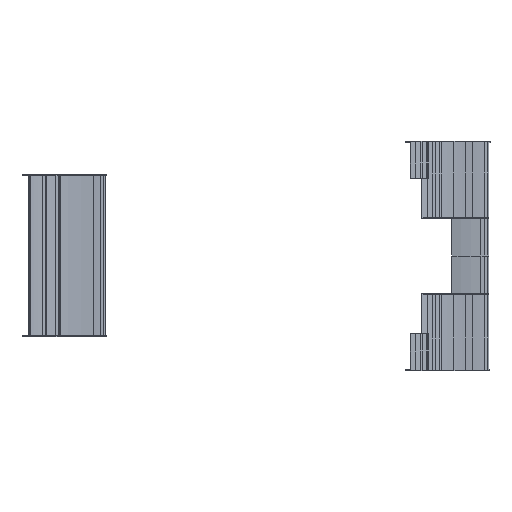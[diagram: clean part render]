
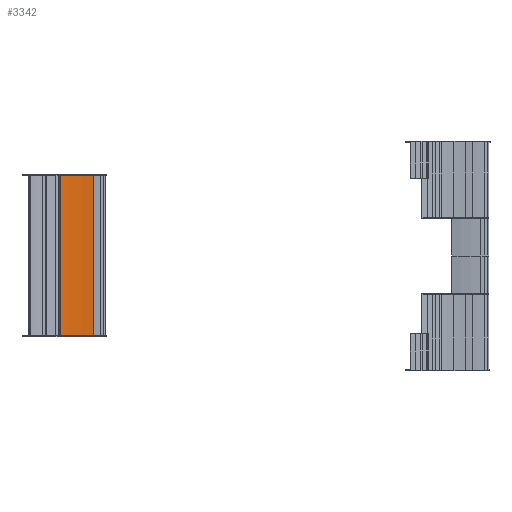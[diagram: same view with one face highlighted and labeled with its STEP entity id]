
A CAD part, top view. The second image highlights one B-rep face of the part: STEP entity #3342.
In plain terms, the highlighted cylindrical face has radius 1000 mm (diameter 2000 mm), a partial arc.
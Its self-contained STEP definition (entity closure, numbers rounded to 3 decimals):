
#421=FACE_OUTER_BOUND('',#617,.T.);
#617=EDGE_LOOP('',(#2941,#2942,#2943,#2944));
#836=LINE('',#6606,#1052);
#837=LINE('',#6610,#1053);
#1052=VECTOR('',#5126,10.);
#1053=VECTOR('',#5131,10.);
#1269=CIRCLE('',#4051,1000.);
#1279=CIRCLE('',#4063,1000.);
#1586=VERTEX_POINT('',#6584);
#1587=VERTEX_POINT('',#6586);
#1595=VERTEX_POINT('',#6604);
#1596=VERTEX_POINT('',#6608);
#2041=EDGE_CURVE('',#1586,#1587,#1269,.T.);
#2051=EDGE_CURVE('',#1595,#1586,#836,.T.);
#2052=EDGE_CURVE('',#1596,#1595,#1279,.T.);
#2053=EDGE_CURVE('',#1596,#1587,#837,.T.);
#2941=ORIENTED_EDGE('',*,*,#2041,.F.);
#2942=ORIENTED_EDGE('',*,*,#2051,.F.);
#2943=ORIENTED_EDGE('',*,*,#2052,.F.);
#2944=ORIENTED_EDGE('',*,*,#2053,.T.);
#3155=CYLINDRICAL_SURFACE('',#4062,1000.);
#3342=ADVANCED_FACE('',(#421),#3155,.F.);
#4051=AXIS2_PLACEMENT_3D('',#6587,#5104,#5105);
#4062=AXIS2_PLACEMENT_3D('',#6607,#5127,#5128);
#4063=AXIS2_PLACEMENT_3D('',#6609,#5129,#5130);
#5104=DIRECTION('center_axis',(0.,-1.,0.));
#5105=DIRECTION('ref_axis',(-0.067,0.,0.998));
#5126=DIRECTION('',(0.,1.,0.));
#5127=DIRECTION('center_axis',(0.,1.,0.));
#5128=DIRECTION('ref_axis',(-0.067,0.,0.998));
#5129=DIRECTION('center_axis',(0.,1.,0.));
#5130=DIRECTION('ref_axis',(-0.067,0.,0.998));
#5131=DIRECTION('',(0.,1.,0.));
#6584=CARTESIAN_POINT('',(-278.36,475.,-39.7));
#6586=CARTESIAN_POINT('',(-59.046,475.,0.));
#6587=CARTESIAN_POINT('Origin',(-345.719,475.,958.028));
#6604=CARTESIAN_POINT('',(-278.36,-475.,-39.7));
#6606=CARTESIAN_POINT('',(-278.36,-475.,-39.7));
#6607=CARTESIAN_POINT('Origin',(-345.719,-475.,958.028));
#6608=CARTESIAN_POINT('',(-59.046,-475.,0.));
#6609=CARTESIAN_POINT('Origin',(-345.719,-475.,958.028));
#6610=CARTESIAN_POINT('',(-59.046,-475.,0.));
